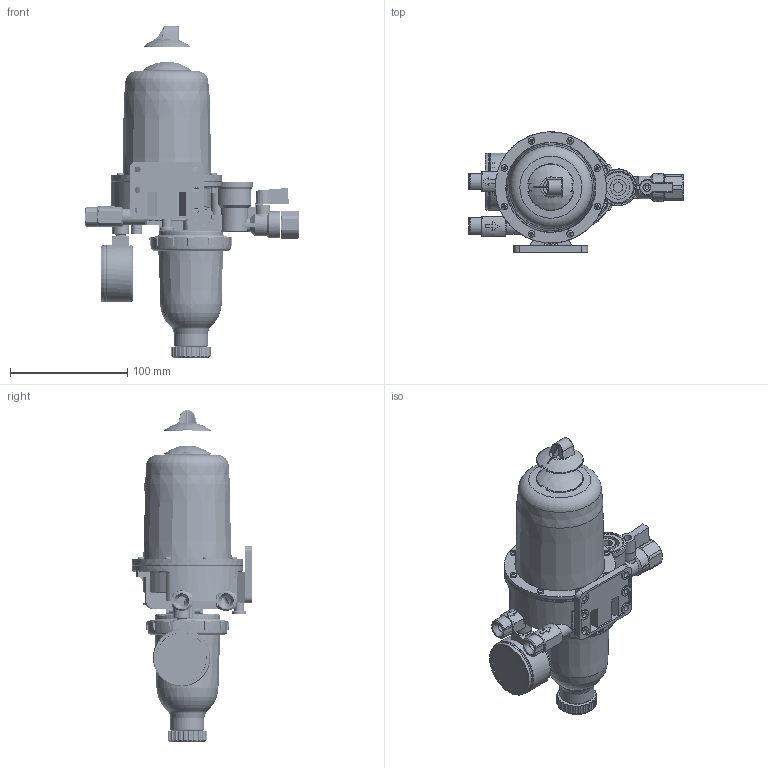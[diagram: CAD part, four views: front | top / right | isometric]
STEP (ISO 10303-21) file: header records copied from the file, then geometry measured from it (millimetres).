
FILE_DESCRIPTION(/* description */ (''),/* implementation_level */ '2;1');
FILE_NAME(/* name */ '70110-19_FLOCO-TOP-2',/* time_stamp */ '2016-07-21T07:52:33+02:00',/* author */ (''),/* organization */ (''),/* preprocessor_version */ 'ST-DEVELOPER v15.7',/* originating_system */ 'HiCAD 2015 2002.1 Build 408',/* authorisation */ '');
FILE_SCHEMA (('AUTOMOTIVE_DESIGN { 1 0 10303 214 1 1 1 1 }'));
Length unit declared in the file: millimetre
Products named in the file (68): Root; 70110_Entlüftungseinheit neu; RF50 -0,7/+0,9 bar G1/8_30 00 50 06; ZEIGER; ANSCHLAGSTIFT; Zifferblatt; TRANSLATIONSTEIL_0; FELD_ROT; FELD_GRÜN; Clipscheibe_00 18 500003_6; ROTATIONSTEIL_0; SIKU-Filter 50-70µm gelb, Lg. 68m_siehe Tabelle; Flanschring Flow-Control_10 15 000013; Normteilgruppe _0; Gewindefurchschr. DIN 7500 CM3x10 TX_907500 3011_0; GEWINDE; Überwurfmutter M64x1,5 Zamak_10 15 000069; Absteckstift D4,0x11,5_05 02 750103; Ablassschraube M6 FloCo-Top_10 15 000157_7; DIN 13-M6; Filtertasse mit  Ablassfunktion_siehe Tabelle; Hinweisschild R grau FloCo-Top bedr._10 15 000160; Hinweisschild L schwarz FloCo-Top bedr._10 15 000161; Ventileinsatz G3/8 FloCo-Top_10 15 000163; G 3/8; Schraubeinsatz Überdrucksicherung_10 15 000156; DIN 13-M26x1,5; Einschraubadapter G3/8 FloCo-Top _10 15 000162_1*; Gehäuse FloCo-Top_10 15 000150; DIN 13-M64x1,5; G 1/8; Entlüftungsschraube G3/8 FloCo-Top_10 15 000165_5
*; Betätigungsgriff für Kugelhahn_05 00 410637; Ventilwelle FloCo-Top_10 15 000158_4*; Halterung FloCo-Top-2_10 15 000159_9*; BG_Entlüftungseinheit Neu; O-Ring ø62x3 NBR 70 IRHD_801 000 0078; Si-Schwimmer FloCo US-geschweißt_10 15 00 02; Oberteil Si-Schwimmer_10 15 000145; Unterteil Si-Schwimmer_10 15 000144 ...
Assembly tree (67 placements, depth 5):
  Root
    70110_Entlüftungseinheit neu
      RF50 -0,7/+0,9 bar G1/8_30 00 50 06
        ZEIGER
        ANSCHLAGSTIFT
        Zifferblatt
          TRANSLATIONSTEIL_0
          FELD_ROT
          FELD_GRÜN
        Clipscheibe_00 18 500003_6
        ROTATIONSTEIL_0
        TRANSLATIONSTEIL_0
      SIKU-Filter 50-70µm gelb, Lg. 68m_siehe Tabelle
      Flanschring Flow-Control_10 15 000013
      Normteilgruppe _0
        Gewindefurchschr. DIN 7500 CM3x10 TX_907500 3011_0
          GEWINDE
        Gewindefurchschr. DIN 7500 CM3x10 TX_907500 3011_0
          GEWINDE
        Gewindefurchschr. DIN 7500 CM3x10 TX_907500 3011_0
          GEWINDE
        Gewindefurchschr. DIN 7500 CM3x10 TX_907500 3011_0
          GEWINDE
        Gewindefurchschr. DIN 7500 CM3x10 TX_907500 3011_0
          GEWINDE
        Gewindefurchschr. DIN 7500 CM3x10 TX_907500 3011_0
          GEWINDE
        Gewindefurchschr. DIN 7500 CM3x10 TX_907500 3011_0
          GEWINDE
        Gewindefurchschr. DIN 7500 CM3x10 TX_907500 3011_0
          GEWINDE
      Überwurfmutter M64x1,5 Zamak_10 15 000069
      Absteckstift D4,0x11,5_05 02 750103
      Ablassschraube M6 FloCo-Top_10 15 000157_7
        DIN 13-M6
      Filtertasse mit  Ablassfunktion_siehe Tabelle
      Hinweisschild R grau FloCo-Top bedr._10 15 000160
      Hinweisschild L schwarz FloCo-Top bedr._10 15 000161
      Ventileinsatz G3/8 FloCo-Top_10 15 000163
        G 3/8
      Schraubeinsatz Überdrucksicherung_10 15 000156
        DIN 13-M26x1,5
      Einschraubadapter G3/8 FloCo-Top _10 15 000162_1*
        G 3/8
      Gehäuse FloCo-Top_10 15 000150
        DIN 13-M64x1,5
        G 3/8
        G 3/8
        DIN 13-M6
        DIN 13-M26x1,5
        G 1/8
      Entlüftungsschraube G3/8 FloCo-Top_10 15 000165_5
*
      Betätigungsgriff für Kugelhahn_05 00 410637
      Ventilwelle FloCo-Top_10 15 000158_4*
      Halterung FloCo-Top-2_10 15 000159_9*
      BG_Entlüftungseinheit Neu
        O-Ring ø62x3 NBR 70 IRHD_801 000 0078
        Si-Schwimmer FloCo US-geschweißt_10 15 00 02
          Oberteil Si-Schwimmer_10 15 000145
          Unterteil Si-Schwimmer_10 15 000144
Bounding box: 182.95 x 102.8 x 283.64 mm (x, y, z)
Volume: 376413.3 mm3; surface area: 343867.2 mm2
Topology: 63 solids, 63 shells, 3862 faces, 10110 edges, 6540 vertices
Faces by surface type: plane 1805, cylinder 1052, cone 458, torus 355, bspline 151, sphere 41
Full cylindrical faces by diameter (mm): 1 x2, 1.052 x2, 1.1 x1, 1.113 x2, 1.462 x2, 1.775 x2, 2.1 x2, 2.387 x16, 2.5 x3, 2.75 x8, 3 x13, 3.05 x1, 3.2 x1, 3.3 x2, 3.5 x18, 3.95 x1, 4 x1, 4.389 x1, 4.6 x1, 4.773 x3, 5 x8, 5.1 x1, 5.6 x8, 6 x9, 6.2 x1, 6.5 x5, 6.7 x1, 7 x7, 7.3 x2, 7.5 x1
Entity records: 286593 total; most frequent: CARTESIAN_POINT 99682, DIRECTION 19625, PRESENTATION_STYLE_ASSIGNMENT 18950, OVER_RIDING_STYLED_ITEM 18890, ORIENTED_EDGE 18702, DRAUGHTING_PRE_DEFINED_CURVE_FONT 18622, CURVE_STYLE 18622, COLOUR_RGB 18329
